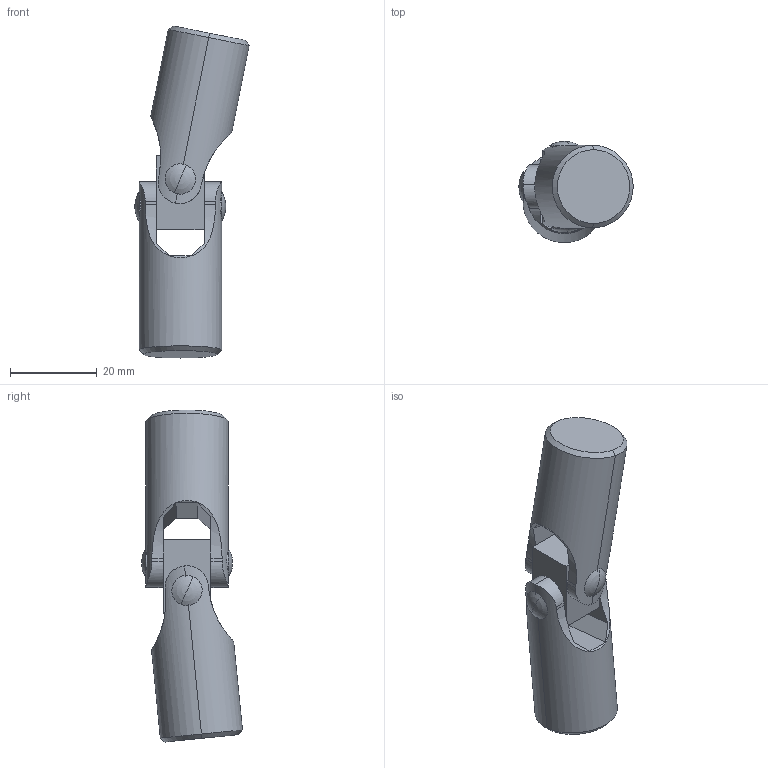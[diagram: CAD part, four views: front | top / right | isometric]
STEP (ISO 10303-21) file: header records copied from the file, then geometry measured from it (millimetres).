
FILE_DESCRIPTION((''),'2;1');
FILE_NAME('LOJ-6_ASM','2013-05-02T',('ppetruska'),(''),'PRO/ENGINEER BY PARAMETRIC TECHNOLOGY CORPORATION, 2012480','PRO/ENGINEER BY PARAMETRIC TECHNOLOGY CORPORATION, 2012480','');
FILE_SCHEMA(('CONFIG_CONTROL_DESIGN'));
Length unit declared in the file: millimetre
Products named in the file (4): LOJ-6-RIVET_PIN; LOJ-6-YOKE; LOJ-6-BLOCK; LOJ-6_ASM
Assembly tree (5 placements, depth 2):
  LOJ-6_ASM
    LOJ-6-RIVET_PIN  x2
    LOJ-6-YOKE  x2
    LOJ-6-BLOCK
Bounding box: 26.4 x 23.3 x 76.64 mm (x, y, z)
Volume: 17573.5 mm3; surface area: 7718.6 mm2
Topology: 5 solids, 5 shells, 74 faces, 188 edges, 116 vertices
Faces by surface type: cylinder 32, plane 30, sphere 8, cone 4
Entity records: 4683 total; most frequent: CARTESIAN_POINT 3556, DIRECTION 226, ORIENTED_EDGE 204, EDGE_CURVE 102, AXIS2_PLACEMENT_3D 87, VERTEX_POINT 66, VECTOR 52, LINE 52
